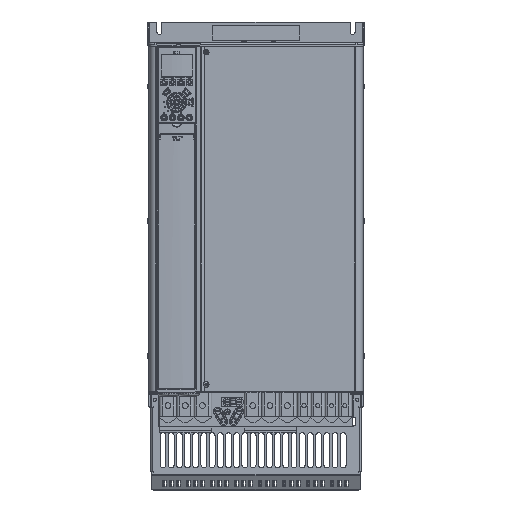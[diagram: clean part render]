
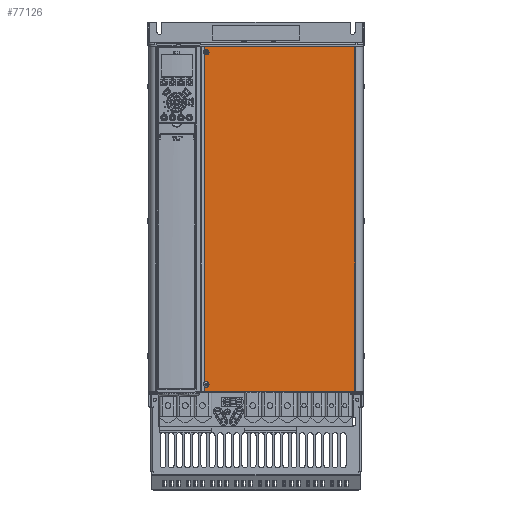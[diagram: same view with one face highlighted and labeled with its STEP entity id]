
A CAD part, top view. The second image highlights one B-rep face of the part: STEP entity #77126.
In plain terms, the highlighted planar face has unit normal (0, 0, 1).
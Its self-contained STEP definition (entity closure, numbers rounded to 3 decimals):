
#191=DIRECTION('',(-1.,0.,0.));
#192=VECTOR('',#191,257.671);
#193=CARTESIAN_POINT('',(169.111,293.55,325.8));
#194=LINE('',#193,#192);
#338=DIRECTION('',(0.,-1.,0.));
#339=VECTOR('',#338,8.931);
#340=CARTESIAN_POINT('',(-88.56,-286.569,325.8));
#341=LINE('',#340,#339);
#346=DIRECTION('',(0.,-1.,0.));
#347=VECTOR('',#346,6.981);
#348=CARTESIAN_POINT('',(-88.56,293.55,325.8));
#349=LINE('',#348,#347);
#350=DIRECTION('',(0.,-1.,0.));
#351=VECTOR('',#350,562.461);
#352=CARTESIAN_POINT('',(-88.56,281.231,325.8));
#353=LINE('',#352,#351);
#354=CARTESIAN_POINT('',(-88.56,-286.569,325.8));
#384=CARTESIAN_POINT('',(-88.56,-281.231,325.8));
#386=CARTESIAN_POINT('',(-85.,-283.9,325.8));
#387=DIRECTION('',(0.,0.,1.));
#388=DIRECTION('',(0.265,-0.964,0.));
#389=AXIS2_PLACEMENT_3D('',#386,#387,#388);
#391=CARTESIAN_POINT('',(-85.,-283.9,325.8));
#392=DIRECTION('',(0.,0.,1.));
#393=DIRECTION('',(1.,-0.008,0.));
#394=AXIS2_PLACEMENT_3D('',#391,#392,#393);
#396=CARTESIAN_POINT('',(-85.,283.9,325.8));
#397=DIRECTION('',(0.,0.,1.));
#398=DIRECTION('',(-0.8,-0.6,0.));
#399=AXIS2_PLACEMENT_3D('',#396,#397,#398);
#401=CARTESIAN_POINT('',(-85.,283.9,325.8));
#402=DIRECTION('',(0.,0.,1.));
#403=DIRECTION('',(1.,-0.008,0.));
#404=AXIS2_PLACEMENT_3D('',#401,#402,#403);
#406=CARTESIAN_POINT('',(-85.,286.1,325.8));
#407=DIRECTION('',(0.,0.,1.));
#408=DIRECTION('',(0.49,0.871,0.));
#409=AXIS2_PLACEMENT_3D('',#406,#407,#408);
#411=CARTESIAN_POINT('',(-85.,283.9,325.8));
#412=DIRECTION('',(0.,0.,1.));
#413=DIRECTION('',(-0.265,0.964,0.));
#414=AXIS2_PLACEMENT_3D('',#411,#412,#413);
#416=DIRECTION('',(-1.,0.,0.));
#417=VECTOR('',#416,1.003);
#418=CARTESIAN_POINT('',(169.111,-295.5,325.8));
#419=LINE('',#418,#417);
#420=DIRECTION('',(-1.,0.,0.));
#421=VECTOR('',#420,250.452);
#422=CARTESIAN_POINT('',(161.892,-295.5,325.8));
#423=LINE('',#422,#421);
#424=CARTESIAN_POINT('',(-85.,-283.9,325.8));
#425=DIRECTION('',(0.,0.,1.));
#426=DIRECTION('',(-0.8,-0.6,0.));
#427=AXIS2_PLACEMENT_3D('',#424,#425,#426);
#429=CARTESIAN_POINT('',(-85.,-286.1,325.8));
#430=DIRECTION('',(0.,0.,1.));
#431=DIRECTION('',(-0.49,-0.871,0.));
#432=AXIS2_PLACEMENT_3D('',#429,#430,#431);
#434=CARTESIAN_POINT('',(-88.56,281.231,325.8));
#1158=DIRECTION('',(0.,1.,0.));
#1159=VECTOR('',#1158,589.05);
#1160=CARTESIAN_POINT('',(169.111,-295.5,325.8));
#1161=LINE('',#1160,#1159);
#4550=CARTESIAN_POINT('',(161.892,-295.5,325.8));
#4551=CARTESIAN_POINT('',(162.019,-295.487,325.8));
#4552=CARTESIAN_POINT('',(162.271,-295.467,325.8));
#4553=CARTESIAN_POINT('',(162.633,-295.453,325.8));
#4554=CARTESIAN_POINT('',(162.871,-295.45,325.8));
#4555=CARTESIAN_POINT('',(162.989,-295.45,325.8));
#4557=CARTESIAN_POINT('',(167.011,-295.45,325.8));
#4558=CARTESIAN_POINT('',(167.129,-295.45,325.8));
#4559=CARTESIAN_POINT('',(167.367,-295.453,325.8));
#4560=CARTESIAN_POINT('',(167.729,-295.467,325.8));
#4561=CARTESIAN_POINT('',(167.981,-295.487,325.8));
#4562=CARTESIAN_POINT('',(168.108,-295.5,325.8));
#4564=DIRECTION('',(1.,0.,0.));
#4565=VECTOR('',#4564,4.022);
#4566=CARTESIAN_POINT('',(162.989,-295.45,325.8));
#4567=LINE('',#4566,#4565);
#62954=CARTESIAN_POINT('',(169.111,293.55,325.8));
#62955=VERTEX_POINT('',#62954);
#62956=CARTESIAN_POINT('',(-88.56,293.55,325.8));
#62957=VERTEX_POINT('',#62956);
#68058=VERTEX_POINT('',#384);
#68061=VERTEX_POINT('',#354);
#68062=CARTESIAN_POINT('',(-88.56,-295.5,325.8));
#68063=VERTEX_POINT('',#68062);
#68064=CARTESIAN_POINT('',(-88.56,286.569,325.8));
#68065=VERTEX_POINT('',#68064);
#68069=VERTEX_POINT('',#434);
#68070=CARTESIAN_POINT('',(-80.55,-283.935,325.8));
#68071=VERTEX_POINT('',#68070);
#68072=CARTESIAN_POINT('',(-83.823,-288.191,325.8));
#68073=VERTEX_POINT('',#68072);
#68074=CARTESIAN_POINT('',(-86.177,-288.191,325.8));
#68075=VERTEX_POINT('',#68074);
#68078=CARTESIAN_POINT('',(-80.55,283.865,325.8));
#68079=CARTESIAN_POINT('',(-83.823,288.191,325.8));
#68080=VERTEX_POINT('',#68078);
#68081=VERTEX_POINT('',#68079);
#68082=CARTESIAN_POINT('',(-86.177,288.191,325.8));
#68083=VERTEX_POINT('',#68082);
#68084=CARTESIAN_POINT('',(169.111,-295.5,325.8));
#68085=VERTEX_POINT('',#68084);
#68086=CARTESIAN_POINT('',(168.108,-295.5,
325.8));
#68087=VERTEX_POINT('',#68086);
#68088=VERTEX_POINT('',#4557);
#68089=CARTESIAN_POINT('',(162.989,-295.45,325.8));
#68090=VERTEX_POINT('',#68089);
#68091=VERTEX_POINT('',#4550);
#77090=CARTESIAN_POINT('',(-88.56,295.5,325.8));
#77091=DIRECTION('',(0.,0.,-1.));
#77092=DIRECTION('',(1.,0.,0.));
#77093=AXIS2_PLACEMENT_3D('',#77090,#77091,#77092);
#77094=PLANE('',#77093);
#77095=ORIENTED_EDGE('',*,*,#77075,.T.);
#77096=ORIENTED_EDGE('',*,*,#77073,.T.);
#77097=ORIENTED_EDGE('',*,*,#77063,.F.);
#77099=ORIENTED_EDGE('',*,*,#77098,.T.);
#77101=ORIENTED_EDGE('',*,*,#77100,.T.);
#77103=ORIENTED_EDGE('',*,*,#77102,.T.);
#77105=ORIENTED_EDGE('',*,*,#77104,.T.);
#77106=ORIENTED_EDGE('',*,*,#77053,.F.);
#77107=ORIENTED_EDGE('',*,*,#76825,.F.);
#77109=ORIENTED_EDGE('',*,*,#77108,.F.);
#77111=ORIENTED_EDGE('',*,*,#77110,.T.);
#77113=ORIENTED_EDGE('',*,*,#77112,.F.);
#77115=ORIENTED_EDGE('',*,*,#77114,.F.);
#77117=ORIENTED_EDGE('',*,*,#77116,.F.);
#77119=ORIENTED_EDGE('',*,*,#77118,.T.);
#77120=ORIENTED_EDGE('',*,*,#77047,.F.);
#77121=ORIENTED_EDGE('',*,*,#77079,.T.);
#77123=ORIENTED_EDGE('',*,*,#77122,.T.);
#77124=EDGE_LOOP('',(#77095,#77096,#77097,#77099,#77101,#77103,#77105,#77106,
#77107,#77109,#77111,#77113,#77115,#77117,#77119,#77120,#77121,#77123));
#77125=FACE_OUTER_BOUND('',#77124,.F.);
#77126=ADVANCED_FACE('',(#77125),#77094,.F.);
#390=CIRCLE('',#389,4.45);
#395=CIRCLE('',#394,4.45);
#400=CIRCLE('',#399,4.45);
#405=CIRCLE('',#404,4.45);
#410=CIRCLE('',#409,2.4);
#415=CIRCLE('',#414,4.45);
#428=CIRCLE('',#427,4.45);
#433=CIRCLE('',#432,2.4);
#4556=B_SPLINE_CURVE_WITH_KNOTS('',3,(#4550,#4551,#4552,#4553,#4554,#4555),
.UNSPECIFIED.,.F.,.F.,(4,1,1,4),(0.,0.333,0.667,1.),
.UNSPECIFIED.);
#4563=B_SPLINE_CURVE_WITH_KNOTS('',3,(#4557,#4558,#4559,#4560,#4561,#4562),
.UNSPECIFIED.,.F.,.F.,(4,1,1,4),(0.,0.333,0.667,1.),
.UNSPECIFIED.);
#76825=EDGE_CURVE('',#62955,#62957,#194,.T.);
#77047=EDGE_CURVE('',#68061,#68063,#341,.T.);
#77053=EDGE_CURVE('',#62957,#68065,#349,.T.);
#77063=EDGE_CURVE('',#68069,#68058,#353,.T.);
#77073=EDGE_CURVE('',#68071,#68058,#395,.T.);
#77075=EDGE_CURVE('',#68073,#68071,#390,.T.);
#77079=EDGE_CURVE('',#68061,#68075,#428,.T.);
#77098=EDGE_CURVE('',#68069,#68080,#400,.T.);
#77100=EDGE_CURVE('',#68080,#68081,#405,.T.);
#77102=EDGE_CURVE('',#68081,#68083,#410,.T.);
#77104=EDGE_CURVE('',#68083,#68065,#415,.T.);
#77108=EDGE_CURVE('',#68085,#62955,#1161,.T.);
#77110=EDGE_CURVE('',#68085,#68087,#419,.T.);
#77112=EDGE_CURVE('',#68088,#68087,#4563,.T.);
#77114=EDGE_CURVE('',#68090,#68088,#4567,.T.);
#77116=EDGE_CURVE('',#68091,#68090,#4556,.T.);
#77118=EDGE_CURVE('',#68091,#68063,#423,.T.);
#77122=EDGE_CURVE('',#68075,#68073,#433,.T.);
